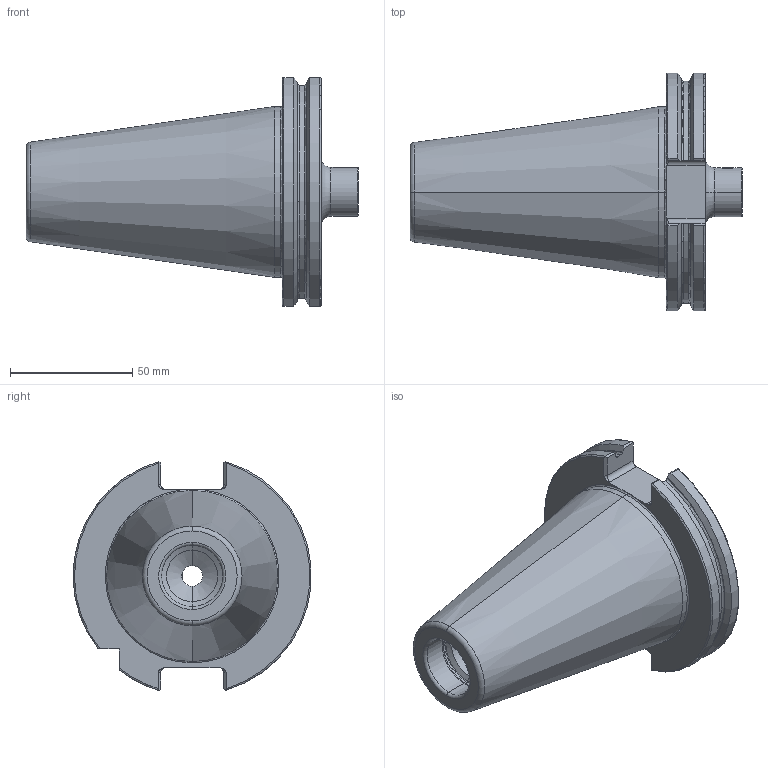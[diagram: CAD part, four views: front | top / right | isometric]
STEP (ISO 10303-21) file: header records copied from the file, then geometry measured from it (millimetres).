
FILE_DESCRIPTION (( 'STEP AP203' ), '1' );
FILE_NAME ('102.515.201.STEP', '2018-03-09T13:07:36', ( 'SWIAdmin' ), ( 'Hewlett-Packard Company' ), 'SwSTEP 2.0', 'SolidWorks 2017', '' );
FILE_SCHEMA (( 'CONFIG_CONTROL_DESIGN' ));
Length unit declared in the file: millimetre
Products named in the file (3): MB1-ER1.001.006_A; 102.515.201; SK5-MB1.K01.034_B
Assembly tree (2 placements, depth 2):
  102.515.201
    SK5-MB1.K01.034_B
    MB1-ER1.001.006_A
Bounding box: 135.7 x 97.28 x 93.51 mm (x, y, z)
Volume: 340415.3 mm3; surface area: 42563.8 mm2
Topology: 2 solids, 2 shells, 172 faces, 430 edges, 264 vertices
Faces by surface type: plane 53, cylinder 50, cone 41, torus 28
Entity records: 5714 total; most frequent: CARTESIAN_POINT 1365, DIRECTION 861, ORIENTED_EDGE 856, EDGE_CURVE 428, AXIS2_PLACEMENT_3D 342, VERTEX_POINT 264, EDGE_LOOP 180, VECTOR 177
